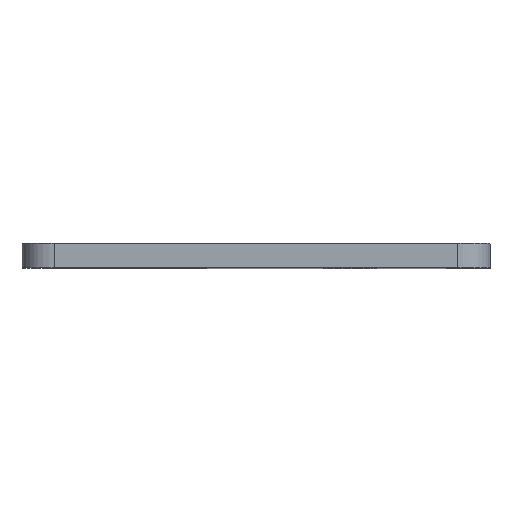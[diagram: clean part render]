
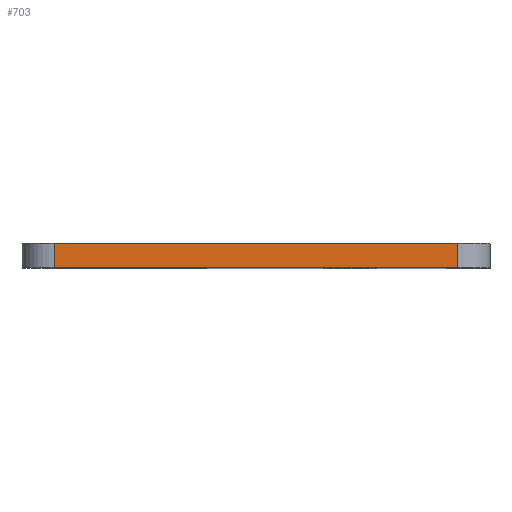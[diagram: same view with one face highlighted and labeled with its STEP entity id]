
A CAD part, top view. The second image highlights one B-rep face of the part: STEP entity #703.
In plain terms, the highlighted planar face has unit normal (0, 0, 1).
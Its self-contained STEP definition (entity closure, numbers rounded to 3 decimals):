
#30 = ORIENTED_EDGE ( 'NONE', *, *, #226, .T. ) ;
#59 = DIRECTION ( 'NONE',  ( 0., 1., 0. ) ) ;
#87 = CARTESIAN_POINT ( 'NONE',  ( 53.586, 0., 7. ) ) ;
#91 = CARTESIAN_POINT ( 'NONE',  ( 80.586, 0., 7. ) ) ;
#138 = VECTOR ( 'NONE', #179, 1000. ) ;
#141 = LINE ( 'NONE', #87, #138 ) ;
#145 = CARTESIAN_POINT ( 'NONE',  ( 80.586, 1.5, 7. ) ) ;
#159 = CARTESIAN_POINT ( 'NONE',  ( 55.586, 1.5, 7. ) ) ;
#177 = CARTESIAN_POINT ( 'NONE',  ( 55.586, 0., 7. ) ) ;
#179 = DIRECTION ( 'NONE',  ( 1., 0., 0. ) ) ;
#184 = ORIENTED_EDGE ( 'NONE', *, *, #706, .T. ) ;
#189 = FACE_OUTER_BOUND ( 'NONE', #624, .T. ) ;
#197 = EDGE_CURVE ( 'NONE', #478, #364, #647, .T. ) ;
#223 = VECTOR ( 'NONE', #266, 1000. ) ;
#226 = EDGE_CURVE ( 'NONE', #353, #364, #660, .T. ) ;
#246 = DIRECTION ( 'NONE',  ( 1., 0., 0. ) ) ;
#259 = AXIS2_PLACEMENT_3D ( 'NONE', #627, #570, #246 ) ;
#266 = DIRECTION ( 'NONE',  ( 1., 0., 0. ) ) ;
#290 = DIRECTION ( 'NONE',  ( 0., -1., 0. ) ) ;
#321 = EDGE_CURVE ( 'NONE', #478, #420, #348, .T. ) ;
#336 = VECTOR ( 'NONE', #290, 1000. ) ;
#348 = LINE ( 'NONE', #177, #336 ) ;
#353 = VERTEX_POINT ( 'NONE', #91 ) ;
#364 = VERTEX_POINT ( 'NONE', #145 ) ;
#394 = CARTESIAN_POINT ( 'NONE',  ( 53.586, 1.5, 7. ) ) ;
#413 = PLANE ( 'NONE',  #259 ) ;
#420 = VERTEX_POINT ( 'NONE', #439 ) ;
#437 = VECTOR ( 'NONE', #59, 1000. ) ;
#439 = CARTESIAN_POINT ( 'NONE',  ( 55.586, 0., 7. ) ) ;
#450 = ORIENTED_EDGE ( 'NONE', *, *, #321, .T. ) ;
#478 = VERTEX_POINT ( 'NONE', #159 ) ;
#570 = DIRECTION ( 'NONE',  ( 0., 0., 1. ) ) ;
#596 = ORIENTED_EDGE ( 'NONE', *, *, #197, .F. ) ;
#624 = EDGE_LOOP ( 'NONE', ( #596, #450, #184, #30 ) ) ;
#627 = CARTESIAN_POINT ( 'NONE',  ( 53.586, 0., 7. ) ) ;
#647 = LINE ( 'NONE', #394, #223 ) ;
#660 = LINE ( 'NONE', #705, #437 ) ;
#703 = ADVANCED_FACE ( 'NONE', ( #189 ), #413, .T. ) ;
#705 = CARTESIAN_POINT ( 'NONE',  ( 80.586, 0., 7. ) ) ;
#706 = EDGE_CURVE ( 'NONE', #420, #353, #141, .T. ) ;
